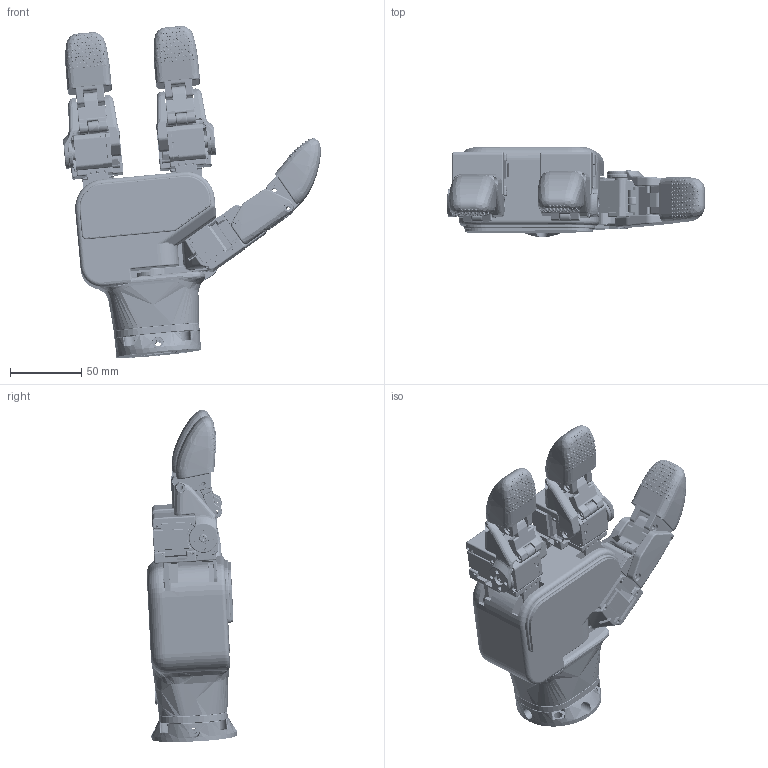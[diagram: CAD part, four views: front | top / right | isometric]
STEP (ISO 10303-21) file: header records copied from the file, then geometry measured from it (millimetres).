
FILE_DESCRIPTION (( 'STEP AP203' ), '1' );
FILE_NAME ('DAE-myhand(三指)_v1.7右手1.STEP', '2025-01-14T07:12:13', ( 'Windows User' ), ( 'P R C' ), 'SwSTEP 2.0', 'SolidWorks 2018', '' );
FILE_SCHEMA (( 'CONFIG_CONTROL_DESIGN' ));
Length unit declared in the file: millimetre
Products named in the file (16): ______R.STEP; DAE-myhand(____)-50 __________1 v1.7.STEP; DAE-MH(____)_v1.7_____L.STEP; DAE-myhand(____)-55 ________2 v1.7.STEP; DAE-MH(____)_v1.7_____R-1.STEP; ______6^DAE-MH(____)_v1.7_____L.STEP; DAE-myhand(____)-52 ____ v1.7____.STEP; DAE-myhand(____)-05 ________ v1.7 (1030103590).STEP; DAE-myhand(____)-51 __________2 v1.7.STEP; DAE-myhand(____)-57 __________3 v1.7.STEP; DAE-MH(____)_v1.7_____R.STEP; DAE-myhand(三指)_v1.7右手.STEP; DAE-myhand(三指)_v1.7右手1; ______2^DAE-myhand(____)_v1.7____.STEP; ________^DAE-MH(____)_v1.7_____R.STEP; DAE-myhand(____)-54 ________1 v1.7.STEP
Assembly tree (18 placements, depth 4):
  DAE-myhand(三指)_v1.7右手1
    DAE-myhand(三指)_v1.7右手.STEP
      DAE-MH(____)_v1.7_____R.STEP
        DAE-myhand(____)-51 __________2 v1.7.STEP
        DAE-myhand(____)-52 ____ v1.7____.STEP
        DAE-myhand(____)-50 __________1 v1.7.STEP
        ______R.STEP
      DAE-MH(____)_v1.7_____R-1.STEP
        DAE-myhand(____)-54 ________1 v1.7.STEP
        DAE-myhand(____)-55 ________2 v1.7.STEP
        DAE-myhand(____)-52 ____ v1.7____.STEP
        ________^DAE-MH(____)_v1.7_____R.STEP
      DAE-MH(____)_v1.7_____L.STEP
        DAE-myhand(____)-57 __________3 v1.7.STEP
        DAE-myhand(____)-50 __________1 v1.7.STEP
        DAE-myhand(____)-52 ____ v1.7____.STEP
        ______6^DAE-MH(____)_v1.7_____L.STEP
      DAE-myhand(____)-05 ________ v1.7 (1030103590).STEP
      ______2^DAE-myhand(____)_v1.7____.STEP
Bounding box: 180.66 x 63.24 x 232.6 mm (x, y, z)
Volume: 729659.8 mm3; surface area: 206301.3 mm2
Topology: 52 solids, 53 shells, 5608 faces, 14285 edges, 8988 vertices
Faces by surface type: cylinder 2226, plane 1425, bspline 1379, cone 289, torus 209, sphere 80
Entity records: 182328 total; most frequent: CARTESIAN_POINT 82032, ORIENTED_EDGE 21968, DIRECTION 18476, EDGE_CURVE 10984, AXIS2_PLACEMENT_3D 7007, VERTEX_POINT 6947, EDGE_LOOP 4839, LINE 4462
